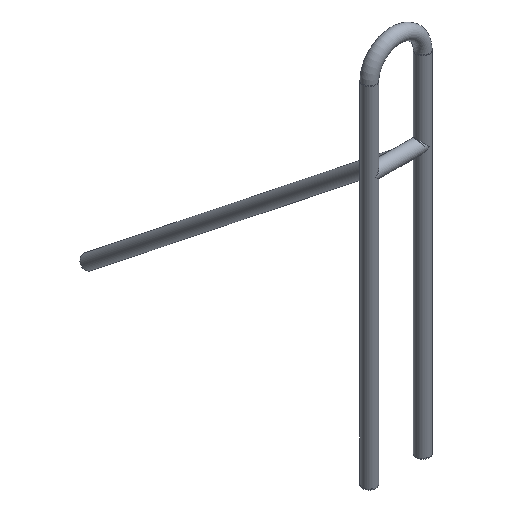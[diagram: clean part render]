
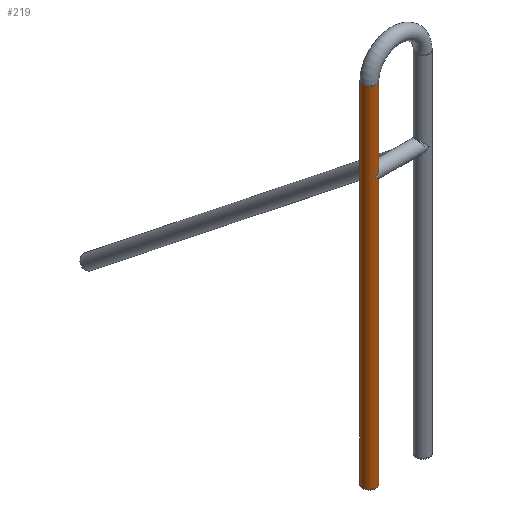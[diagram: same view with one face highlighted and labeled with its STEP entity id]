
A CAD part, isometric view. The second image highlights one B-rep face of the part: STEP entity #219.
In plain terms, the highlighted cylindrical face has radius 12.5 mm (diameter 25 mm), a full revolution.
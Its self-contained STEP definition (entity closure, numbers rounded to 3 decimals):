
#25=CIRCLE('',#283,12.5);
#26=CIRCLE('',#284,12.5);
#76=ORIENTED_EDGE('',*,*,#103,.T.);
#77=ORIENTED_EDGE('',*,*,#104,.F.);
#103=EDGE_CURVE('',#122,#122,#25,.F.);
#104=EDGE_CURVE('',#123,#123,#26,.F.);
#122=VERTEX_POINT('',#484);
#123=VERTEX_POINT('',#486);
#152=EDGE_LOOP('',(#76));
#153=EDGE_LOOP('',(#77));
#184=FACE_BOUND('',#152,.T.);
#185=FACE_BOUND('',#153,.T.);
#207=CYLINDRICAL_SURFACE('',#282,12.5);
#219=ADVANCED_FACE('',(#184,#185),#207,.T.);
#282=AXIS2_PLACEMENT_3D('',#482,#337,#338);
#283=AXIS2_PLACEMENT_3D('',#483,#339,#340);
#284=AXIS2_PLACEMENT_3D('',#485,#341,#342);
#337=DIRECTION('',(0.,0.,1.));
#338=DIRECTION('',(1.,0.,0.));
#339=DIRECTION('',(0.,0.,1.));
#340=DIRECTION('',(-1.,0.,0.));
#341=DIRECTION('',(0.,0.,1.));
#342=DIRECTION('',(-1.,0.,0.));
#482=CARTESIAN_POINT('',(0.,0.,0.));
#483=CARTESIAN_POINT('',(0.,0.,655.));
#484=CARTESIAN_POINT('',(-12.5,0.,655.));
#485=CARTESIAN_POINT('',(0.,0.,0.));
#486=CARTESIAN_POINT('',(-12.5,0.,0.));
